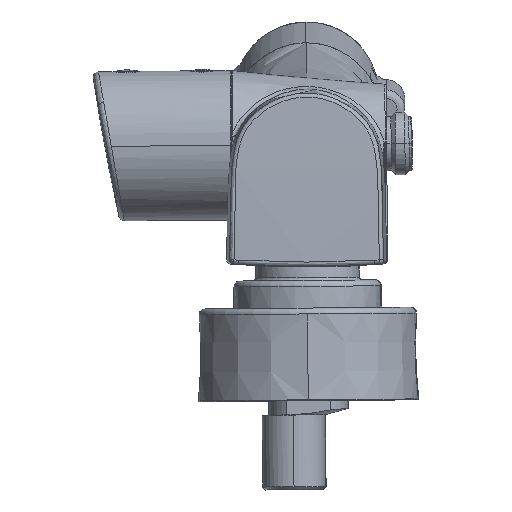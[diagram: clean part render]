
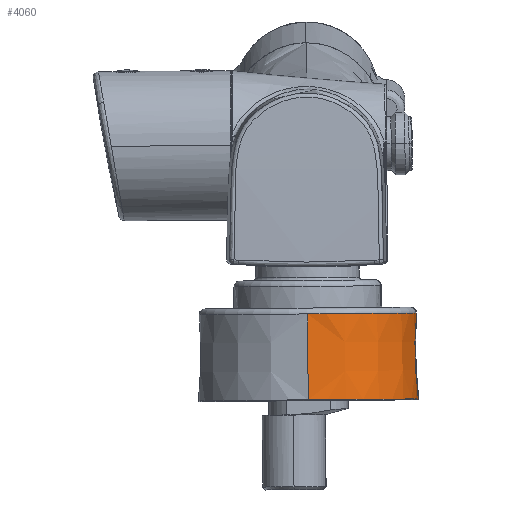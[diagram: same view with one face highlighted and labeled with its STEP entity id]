
A CAD part, left-side view. The second image highlights one B-rep face of the part: STEP entity #4060.
In plain terms, the highlighted conical face has half-angle 1 degrees and reference radius 36.2 mm.
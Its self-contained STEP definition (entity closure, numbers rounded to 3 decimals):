
#308 = LINE ( 'NONE', #19920, #24501 ) ;
#782 = CARTESIAN_POINT ( 'NONE',  ( -75.085, -0.549, -45.463 ) ) ;
#1328 = AXIS2_PLACEMENT_3D ( 'NONE', #20393, #14462, #6717 ) ;
#2244 = EDGE_LOOP ( 'NONE', ( #5140, #12539, #16821, #4324, #23876, #10941 ) ) ;
#2984 = CARTESIAN_POINT ( 'NONE',  ( -111.285, -0.289, -14.769 ) ) ;
#3196 = FACE_OUTER_BOUND ( 'NONE', #2244, .T. ) ;
#3441 = VECTOR ( 'NONE', #10981, 1000. ) ;
#3575 = CARTESIAN_POINT ( 'NONE',  ( -111.32, -0.306, -16.734 ) ) ;
#4060 = ADVANCED_FACE ( 'NONE', ( #3196 ), #5643, .T. ) ;
#4324 = ORIENTED_EDGE ( 'NONE', *, *, #8368, .T. ) ;
#5093 = VERTEX_POINT ( 'NONE', #23066 ) ;
#5094 = DIRECTION ( 'NONE',  ( 0., -0.008, -1. ) ) ;
#5140 = ORIENTED_EDGE ( 'NONE', *, *, #9938, .T. ) ;
#5322 = VERTEX_POINT ( 'NONE', #3575 ) ;
#5575 = LINE ( 'NONE', #2984, #3441 ) ;
#5643 = CONICAL_SURFACE ( 'NONE', #12757, 36.2, 0.017 ) ;
#5955 = VERTEX_POINT ( 'NONE', #6563 ) ;
#6364 = EDGE_CURVE ( 'NONE', #17894, #5322, #9261, .T. ) ;
#6545 = CARTESIAN_POINT ( 'NONE',  ( -75.085, -37.283, -45.152 ) ) ;
#6563 = CARTESIAN_POINT ( 'NONE',  ( -111.821, -0.549, -45.462 ) ) ;
#6608 = DIRECTION ( 'NONE',  ( 0., -0.008, -1. ) ) ;
#6717 = DIRECTION ( 'NONE',  ( 0., -1., 0.008 ) ) ;
#6934 = DIRECTION ( 'NONE',  ( 0.017, -0.008, -1. ) ) ;
#7228 = DIRECTION ( 'NONE',  ( 0., -1., 0.008 ) ) ;
#8368 = EDGE_CURVE ( 'NONE', #5955, #22565, #12320, .T. ) ;
#8687 = CARTESIAN_POINT ( 'NONE',  ( -75.085, -0.289, -14.769 ) ) ;
#8755 = DIRECTION ( 'NONE',  ( 0., 1., -0.008 ) ) ;
#9261 = CIRCLE ( 'NONE', #25242, 36.234 ) ;
#9352 = AXIS2_PLACEMENT_3D ( 'NONE', #782, #10739, #16343 ) ;
#9938 = EDGE_CURVE ( 'NONE', #5093, #17894, #10425, .T. ) ;
#10425 = CIRCLE ( 'NONE', #1328, 36.234 ) ;
#10739 = DIRECTION ( 'NONE',  ( 0., 0.008, 1. ) ) ;
#10855 = EDGE_CURVE ( 'NONE', #5093, #19718, #308, .T. ) ;
#10941 = ORIENTED_EDGE ( 'NONE', *, *, #10855, .F. ) ;
#10981 = DIRECTION ( 'NONE',  ( -0.017, -0.008, -1. ) ) ;
#12320 = CIRCLE ( 'NONE', #9352, 36.736 ) ;
#12539 = ORIENTED_EDGE ( 'NONE', *, *, #6364, .T. ) ;
#12757 = AXIS2_PLACEMENT_3D ( 'NONE', #8687, #6608, #24239 ) ;
#14462 = DIRECTION ( 'NONE',  ( 0., -0.008, -1. ) ) ;
#14901 = CARTESIAN_POINT ( 'NONE',  ( -75.085, -0.306, -16.734 ) ) ;
#15017 = AXIS2_PLACEMENT_3D ( 'NONE', #20178, #20265, #8755 ) ;
#16343 = DIRECTION ( 'NONE',  ( 0., 1., -0.008 ) ) ;
#16821 = ORIENTED_EDGE ( 'NONE', *, *, #24882, .T. ) ;
#17219 = CARTESIAN_POINT ( 'NONE',  ( -75.085, -36.539, -16.427 ) ) ;
#17894 = VERTEX_POINT ( 'NONE', #17219 ) ;
#19521 = CARTESIAN_POINT ( 'NONE',  ( -38.35, -0.549, -45.463 ) ) ;
#19718 = VERTEX_POINT ( 'NONE', #19521 ) ;
#19920 = CARTESIAN_POINT ( 'NONE',  ( -38.885, -0.289, -14.769 ) ) ;
#20178 = CARTESIAN_POINT ( 'NONE',  ( -75.085, -0.549, -45.463 ) ) ;
#20265 = DIRECTION ( 'NONE',  ( 0., 0.008, 1. ) ) ;
#20393 = CARTESIAN_POINT ( 'NONE',  ( -75.085, -0.306, -16.734 ) ) ;
#20665 = CIRCLE ( 'NONE', #15017, 36.736 ) ;
#22565 = VERTEX_POINT ( 'NONE', #6545 ) ;
#23066 = CARTESIAN_POINT ( 'NONE',  ( -38.851, -0.306, -16.734 ) ) ;
#23876 = ORIENTED_EDGE ( 'NONE', *, *, #24772, .T. ) ;
#24239 = DIRECTION ( 'NONE',  ( 1., 0., 0. ) ) ;
#24501 = VECTOR ( 'NONE', #6934, 1000. ) ;
#24772 = EDGE_CURVE ( 'NONE', #22565, #19718, #20665, .T. ) ;
#24882 = EDGE_CURVE ( 'NONE', #5322, #5955, #5575, .T. ) ;
#25242 = AXIS2_PLACEMENT_3D ( 'NONE', #14901, #5094, #7228 ) ;
